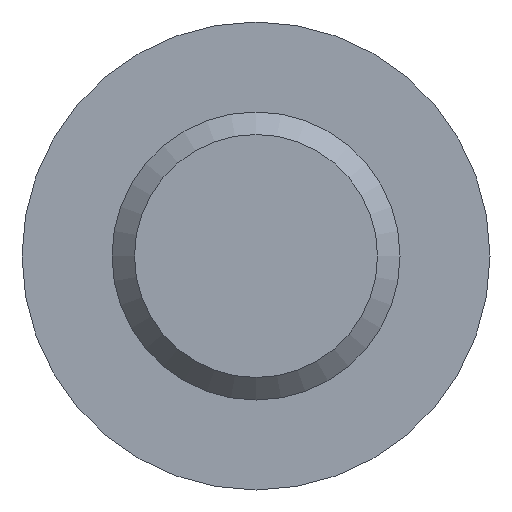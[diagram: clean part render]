
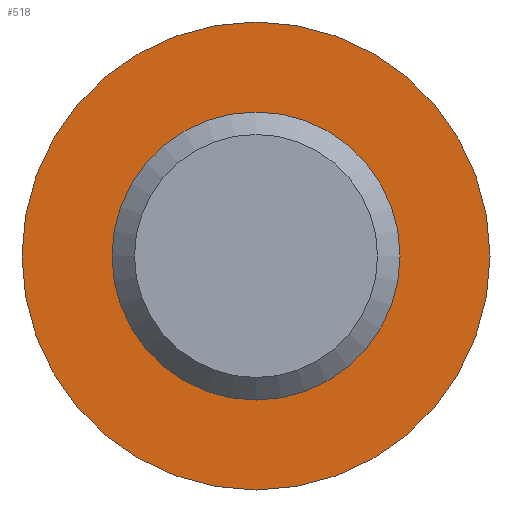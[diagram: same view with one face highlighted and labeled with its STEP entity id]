
A CAD part, front view. The second image highlights one B-rep face of the part: STEP entity #518.
In plain terms, the highlighted planar face has unit normal (0, -1, 0).
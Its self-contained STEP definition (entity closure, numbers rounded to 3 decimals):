
#19 = EDGE_LOOP ( 'NONE', ( #509 ) ) ;
#21 = CARTESIAN_POINT ( 'NONE',  ( 0., 70., 0. ) ) ;
#30 = FACE_BOUND ( 'NONE', #259, .T. ) ;
#60 = EDGE_CURVE ( 'NONE', #79, #79, #211, .T. ) ;
#79 = VERTEX_POINT ( 'NONE', #281 ) ;
#99 = ORIENTED_EDGE ( 'NONE', *, *, #417, .F. ) ;
#100 = AXIS2_PLACEMENT_3D ( 'NONE', #21, #435, #344 ) ;
#111 = DIRECTION ( 'NONE',  ( 0., 0., 1. ) ) ;
#148 = DIRECTION ( 'NONE',  ( 0., 1., 0. ) ) ;
#165 = AXIS2_PLACEMENT_3D ( 'NONE', #266, #349, #521 ) ;
#211 = CIRCLE ( 'NONE', #165, 6.5 ) ;
#242 = CARTESIAN_POINT ( 'NONE',  ( 0., 70., -4. ) ) ;
#259 = EDGE_LOOP ( 'NONE', ( #99 ) ) ;
#266 = CARTESIAN_POINT ( 'NONE',  ( 0., 70., 0. ) ) ;
#281 = CARTESIAN_POINT ( 'NONE',  ( 0., 70., -6.5 ) ) ;
#295 = CIRCLE ( 'NONE', #100, 4. ) ;
#319 = CARTESIAN_POINT ( 'NONE',  ( -4., 70., 0. ) ) ;
#344 = DIRECTION ( 'NONE',  ( 0., 0., -1. ) ) ;
#349 = DIRECTION ( 'NONE',  ( 0., -1., 0. ) ) ;
#408 = VERTEX_POINT ( 'NONE', #242 ) ;
#417 = EDGE_CURVE ( 'NONE', #408, #408, #295, .T. ) ;
#435 = DIRECTION ( 'NONE',  ( 0., -1., 0. ) ) ;
#441 = FACE_OUTER_BOUND ( 'NONE', #19, .T. ) ;
#444 = PLANE ( 'NONE',  #484 ) ;
#484 = AXIS2_PLACEMENT_3D ( 'NONE', #319, #148, #111 ) ;
#509 = ORIENTED_EDGE ( 'NONE', *, *, #60, .T. ) ;
#518 = ADVANCED_FACE ( 'NONE', ( #30, #441 ), #444, .F. ) ;
#521 = DIRECTION ( 'NONE',  ( 0., 0., -1. ) ) ;
